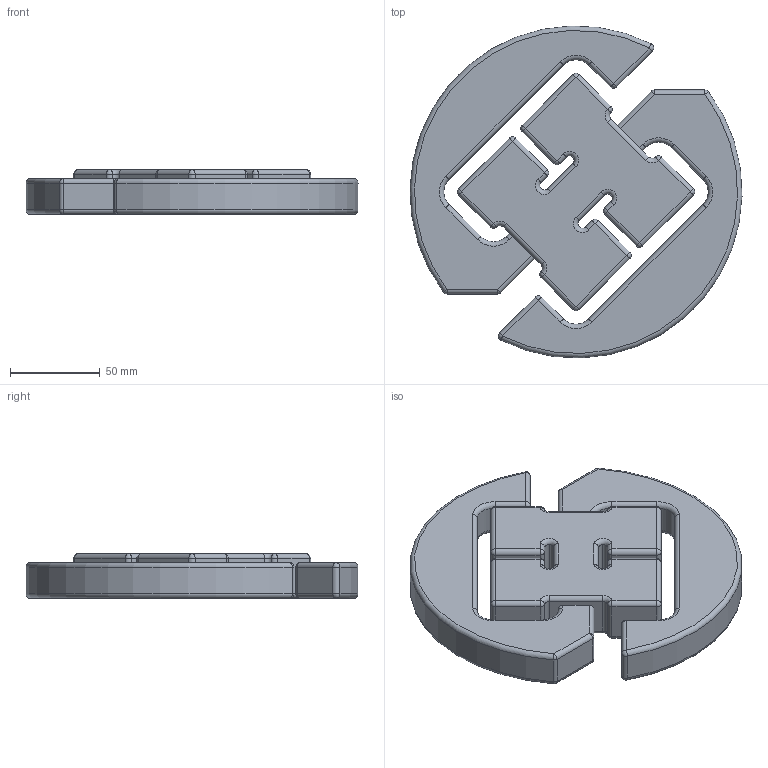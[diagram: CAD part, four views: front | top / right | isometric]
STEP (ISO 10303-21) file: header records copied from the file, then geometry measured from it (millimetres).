
FILE_DESCRIPTION(('Hackspace Logo'),'2;1');
FILE_NAME('SWINDON HACKSPACE LOGO.stp','2013-04-29T18:18:07+00:00',('Gyrobot'),('Swindon Hackspace'),'CATIA Version 5 Release 20 SP 1 (IN-10)','CATIA V5 STEP AP214','none');
FILE_SCHEMA(('AUTOMOTIVE_DESIGN { 1 0 10303 214 1 1 1 1 }'));
Length unit declared in the file: millimetre
Products named in the file (1): Swindon Hackspace Logo 14
Bounding box: 184.94 x 184.9 x 25 mm (x, y, z)
Volume: 475123.1 mm3; surface area: 75406.8 mm2
Topology: 1 solids, 1 shells, 232 faces, 550 edges, 272 vertices
Faces by surface type: cylinder 114, sphere 48, plane 38, torus 32
Entity records: 6872 total; most frequent: CARTESIAN_POINT 1033, ORIENTED_EDGE 1004, DIRECTION 926, EDGE_CURVE 502, AXIS2_PLACEMENT_3D 491, CIRCLE 276, VERTEX_POINT 272, ADVANCED_FACE 232
